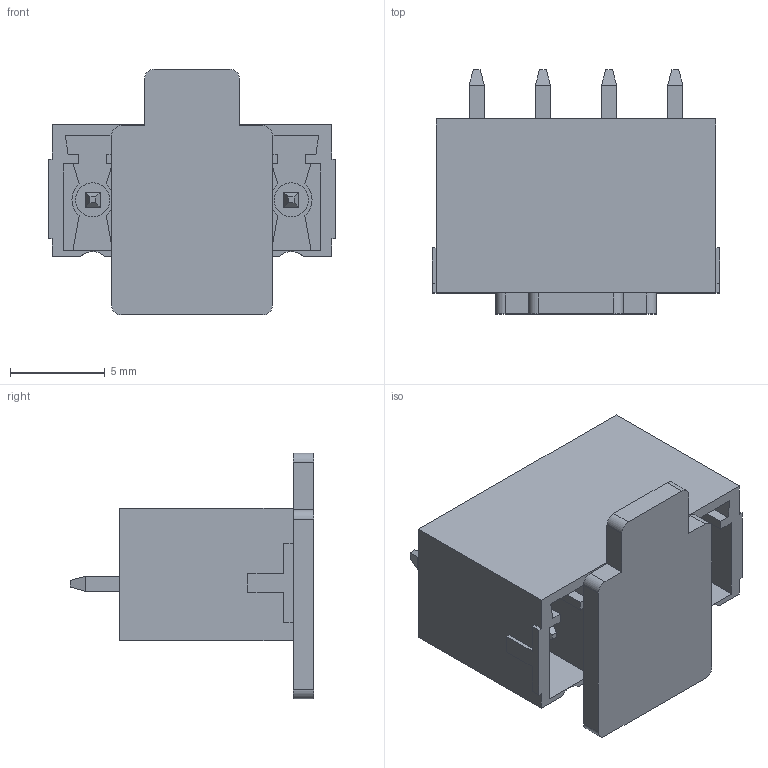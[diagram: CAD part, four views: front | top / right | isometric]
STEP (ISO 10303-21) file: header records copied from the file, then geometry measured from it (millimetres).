
FILE_DESCRIPTION(/* description */ ('Unknown'),/* implementation_level */ '2;1');
FILE_NAME(/* name */ '691701100004B',/* time_stamp */ '2024-01-09T14:46:42+01:00',/* author */ ('Unknown'),/* organization */ ('Unknown'),/* preprocessor_version */ 'ST-DEVELOPER v18.102',/* originating_system */ 'Solid Edge',/* authorisation */ 'Unknown');
FILE_SCHEMA (('AUTOMOTIVE_DESIGN {1 0 10303 214 3 1 1}'));
Length unit declared in the file: millimetre
Products named in the file (4): 6917011000xxB; 691701100004B; 6917011000xxB_CAP; 6917011000xxB_Pin
Assembly tree (6 placements, depth 2):
  6917011000xxB
    691701100004B
    6917011000xxB_CAP
    6917011000xxB_Pin  x4
Bounding box: 15.2 x 12.9 x 13 mm (x, y, z)
Volume: 604.8 mm3; surface area: 1719 mm2
Topology: 6 solids, 6 shells, 322 faces, 886 edges, 576 vertices
Faces by surface type: plane 296, cylinder 26
Full cylindrical faces by diameter (mm): 1.25 x4, 1.8 x4
Entity records: 9052 total; most frequent: CARTESIAN_POINT 1593, ORIENTED_EDGE 1572, DIRECTION 1424, EDGE_CURVE 786, LINE 722, VECTOR 722, VERTEX_POINT 520, AXIS2_PLACEMENT_3D 351
